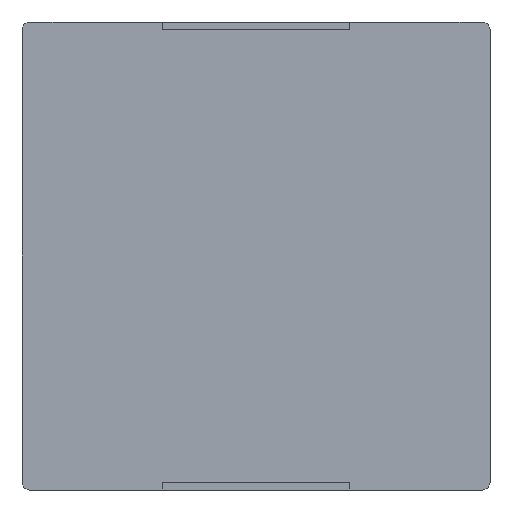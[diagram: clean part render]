
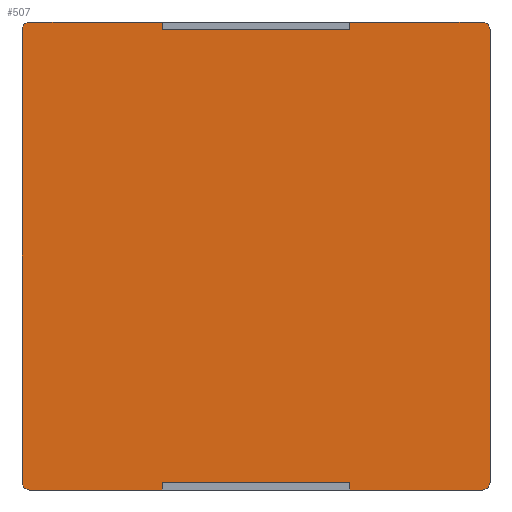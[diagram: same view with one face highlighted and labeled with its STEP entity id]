
A CAD part, front view. The second image highlights one B-rep face of the part: STEP entity #507.
In plain terms, the highlighted planar face has unit normal (0, -1, 0).
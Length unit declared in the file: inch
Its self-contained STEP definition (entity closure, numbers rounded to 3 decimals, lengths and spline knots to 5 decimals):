
#19=PLANE($,#546);
#45=FACE_OUTER_BOUND($,#75,.T.);
#75=EDGE_LOOP($,(#385,#386,#387,#388,#389,#390,#391,#392,#393,#394,#395,
#396,#397,#398,#399,#400));
#110=LINE($,#753,#174);
#115=LINE($,#763,#179);
#117=LINE($,#767,#181);
#118=LINE($,#769,#182);
#119=LINE($,#771,#183);
#120=LINE($,#773,#184);
#121=LINE($,#774,#185);
#122=LINE($,#776,#186);
#123=LINE($,#778,#187);
#124=LINE($,#780,#188);
#125=LINE($,#782,#189);
#126=LINE($,#783,#190);
#174=VECTOR($,#609,0.571);
#179=VECTOR($,#616,0.571);
#181=VECTOR($,#620,0.1673);
#182=VECTOR($,#621,0.01);
#183=VECTOR($,#622,0.2364);
#184=VECTOR($,#623,0.01);
#185=VECTOR($,#624,0.1673);
#186=VECTOR($,#625,0.1673);
#187=VECTOR($,#626,0.01);
#188=VECTOR($,#627,0.2364);
#189=VECTOR($,#628,0.01);
#190=VECTOR($,#629,0.1673);
#225=CIRCLE($,#533,0.01);
#228=CIRCLE($,#537,0.01);
#229=CIRCLE($,#539,0.01);
#232=CIRCLE($,#543,0.01);
#233=VERTEX_POINT($,#708);
#234=VERTEX_POINT($,#709);
#239=VERTEX_POINT($,#720);
#240=VERTEX_POINT($,#722);
#241=VERTEX_POINT($,#726);
#242=VERTEX_POINT($,#727);
#247=VERTEX_POINT($,#738);
#248=VERTEX_POINT($,#740);
#257=VERTEX_POINT($,#766);
#258=VERTEX_POINT($,#768);
#259=VERTEX_POINT($,#770);
#260=VERTEX_POINT($,#772);
#261=VERTEX_POINT($,#775);
#262=VERTEX_POINT($,#777);
#263=VERTEX_POINT($,#779);
#264=VERTEX_POINT($,#781);
#281=EDGE_CURVE($,#233,#234,#225,.T.);
#287=EDGE_CURVE($,#240,#239,#228,.T.);
#289=EDGE_CURVE($,#241,#242,#229,.T.);
#295=EDGE_CURVE($,#248,#247,#232,.T.);
#302=EDGE_CURVE($,#234,#241,#110,.T.);
#307=EDGE_CURVE($,#240,#247,#115,.T.);
#309=EDGE_CURVE($,#242,#257,#117,.T.);
#310=EDGE_CURVE($,#257,#258,#118,.T.);
#311=EDGE_CURVE($,#258,#259,#119,.T.);
#312=EDGE_CURVE($,#259,#260,#120,.T.);
#313=EDGE_CURVE($,#260,#248,#121,.T.);
#314=EDGE_CURVE($,#239,#261,#122,.T.);
#315=EDGE_CURVE($,#261,#262,#123,.T.);
#316=EDGE_CURVE($,#262,#263,#124,.T.);
#317=EDGE_CURVE($,#263,#264,#125,.T.);
#318=EDGE_CURVE($,#264,#233,#126,.T.);
#385=ORIENTED_EDGE($,*,*,#281,.T.);
#386=ORIENTED_EDGE($,*,*,#302,.T.);
#387=ORIENTED_EDGE($,*,*,#289,.T.);
#388=ORIENTED_EDGE($,*,*,#309,.T.);
#389=ORIENTED_EDGE($,*,*,#310,.T.);
#390=ORIENTED_EDGE($,*,*,#311,.T.);
#391=ORIENTED_EDGE($,*,*,#312,.T.);
#392=ORIENTED_EDGE($,*,*,#313,.T.);
#393=ORIENTED_EDGE($,*,*,#295,.T.);
#394=ORIENTED_EDGE($,*,*,#307,.F.);
#395=ORIENTED_EDGE($,*,*,#287,.T.);
#396=ORIENTED_EDGE($,*,*,#314,.T.);
#397=ORIENTED_EDGE($,*,*,#315,.T.);
#398=ORIENTED_EDGE($,*,*,#316,.T.);
#399=ORIENTED_EDGE($,*,*,#317,.T.);
#400=ORIENTED_EDGE($,*,*,#318,.T.);
#507=ADVANCED_FACE($,(#45),#19,.T.);
#533=AXIS2_PLACEMENT_3D($,#710,#572,#573);
#537=AXIS2_PLACEMENT_3D($,#723,#583,#584);
#539=AXIS2_PLACEMENT_3D($,#728,#588,#589);
#543=AXIS2_PLACEMENT_3D($,#741,#599,#600);
#546=AXIS2_PLACEMENT_3D($,#765,#618,#619);
#572=DIRECTION('center_axis',(0.,-1.,0.));
#573=DIRECTION('ref_axis',(1.,0.,0.));
#583=DIRECTION('center_axis',(0.,-1.,0.));
#584=DIRECTION('ref_axis',(0.,0.,-1.));
#588=DIRECTION('center_axis',(0.,-1.,0.));
#589=DIRECTION('ref_axis',(0.,0.,1.));
#599=DIRECTION('center_axis',(0.,-1.,0.));
#600=DIRECTION('ref_axis',(-1.,0.,0.));
#609=DIRECTION($,(0.,0.,1.));
#616=DIRECTION($,(0.,0.,1.));
#618=DIRECTION('center_axis',(0.,-1.,0.));
#619=DIRECTION('ref_axis',(0.,0.,-1.));
#620=DIRECTION($,(-1.,0.,0.));
#621=DIRECTION($,(0.,0.,-1.));
#622=DIRECTION($,(-1.,0.,0.));
#623=DIRECTION($,(0.,0.,1.));
#624=DIRECTION($,(-1.,0.,0.));
#625=DIRECTION($,(1.,0.,0.));
#626=DIRECTION($,(0.,0.,1.));
#627=DIRECTION($,(1.,0.,0.));
#628=DIRECTION($,(0.,0.,-1.));
#629=DIRECTION($,(1.,0.,0.));
#708=CARTESIAN_POINT('',(0.2855,0.,-0.2955));
#709=CARTESIAN_POINT('',(0.2955,0.,-0.2855));
#710=CARTESIAN_POINT('Origin',(0.2855,0.,-0.2855));
#720=CARTESIAN_POINT('',(-0.2855,0.,-0.2955));
#722=CARTESIAN_POINT('',(-0.2955,0.,-0.2855));
#723=CARTESIAN_POINT('Origin',(-0.2855,0.,-0.2855));
#726=CARTESIAN_POINT('',(0.2955,0.,0.2855));
#727=CARTESIAN_POINT('',(0.2855,0.,0.2955));
#728=CARTESIAN_POINT('Origin',(0.2855,0.,0.2855));
#738=CARTESIAN_POINT('',(-0.2955,0.,0.2855));
#740=CARTESIAN_POINT('',(-0.2855,0.,0.2955));
#741=CARTESIAN_POINT('Origin',(-0.2855,0.,0.2855));
#753=CARTESIAN_POINT($,(0.2955,0.,0.));
#763=CARTESIAN_POINT($,(-0.2955,0.,0.));
#765=CARTESIAN_POINT('Origin',(0.2955,0.,0.));
#766=CARTESIAN_POINT('',(0.1182,0.,0.2955));
#767=CARTESIAN_POINT($,(-0.2955,0.,0.2955));
#768=CARTESIAN_POINT('',(0.1182,0.,0.2855));
#769=CARTESIAN_POINT($,(0.1182,0.,0.14525));
#770=CARTESIAN_POINT('',(-0.1182,0.,0.2855));
#771=CARTESIAN_POINT($,(0.14775,0.,0.2855));
#772=CARTESIAN_POINT('',(-0.1182,0.,0.2955));
#773=CARTESIAN_POINT($,(-0.1182,0.,0.14525));
#774=CARTESIAN_POINT($,(-0.2955,0.,0.2955));
#775=CARTESIAN_POINT('',(-0.1182,0.,-0.2955));
#776=CARTESIAN_POINT($,(-0.2955,0.,-0.2955));
#777=CARTESIAN_POINT('',(-0.1182,0.,-0.2855));
#778=CARTESIAN_POINT($,(-0.1182,0.,-0.14525));
#779=CARTESIAN_POINT('',(0.1182,0.,-0.2855));
#780=CARTESIAN_POINT($,(0.14775,0.,-0.2855));
#781=CARTESIAN_POINT('',(0.1182,0.,-0.2955));
#782=CARTESIAN_POINT($,(0.1182,0.,-0.14525));
#783=CARTESIAN_POINT($,(-0.2955,0.,-0.2955));
